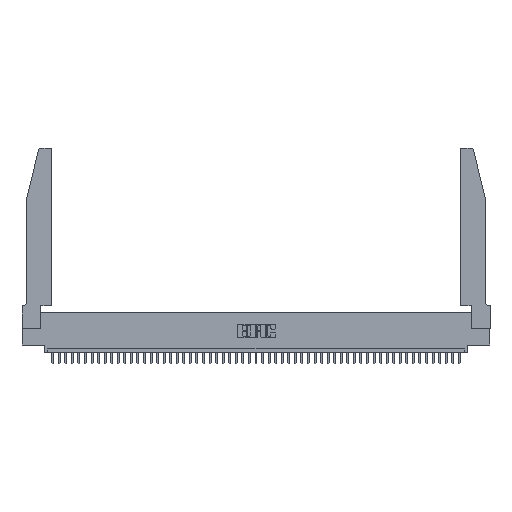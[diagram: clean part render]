
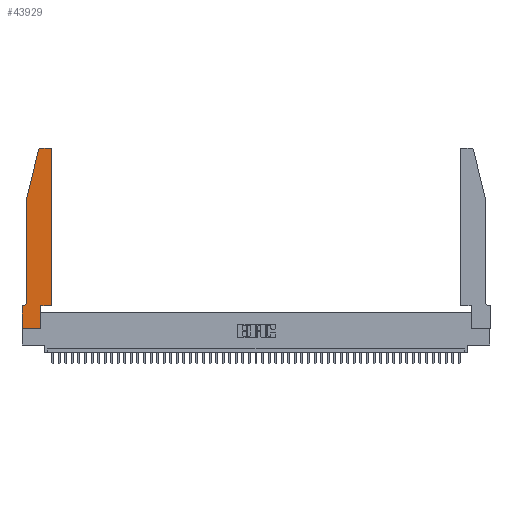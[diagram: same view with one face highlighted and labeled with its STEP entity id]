
A CAD part, top view. The second image highlights one B-rep face of the part: STEP entity #43929.
In plain terms, the highlighted planar face has unit normal (0, 0, 1).
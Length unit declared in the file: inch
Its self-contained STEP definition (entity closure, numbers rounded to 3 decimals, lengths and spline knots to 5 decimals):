
#336 = CIRCLE ( 'NONE', #42670, 0.07 ) ;
#456 = ORIENTED_EDGE ( 'NONE', *, *, #15474, .T. ) ;
#1414 = CARTESIAN_POINT ( 'NONE',  ( 0., 0., 0.37 ) ) ;
#1484 = DIRECTION ( 'NONE',  ( 0., 1., 0. ) ) ;
#1578 = ORIENTED_EDGE ( 'NONE', *, *, #9082, .T. ) ;
#2047 = EDGE_LOOP ( 'NONE', ( #31399, #19139, #38363, #4152, #13333, #6140, #47892, #14821, #456, #29240, #34477, #1578 ) ) ;
#2080 = CARTESIAN_POINT ( 'NONE',  ( 0.0755, 2., 0.37 ) ) ;
#2347 = VERTEX_POINT ( 'NONE', #26219 ) ;
#2773 = CARTESIAN_POINT ( 'NONE',  ( 0., 0.35, 0.37 ) ) ;
#2987 = CARTESIAN_POINT ( 'NONE',  ( 0.284, 2.72, 0.37 ) ) ;
#3410 = VECTOR ( 'NONE', #36351, 39.37008 ) ;
#4025 = VERTEX_POINT ( 'NONE', #44639 ) ;
#4111 = DIRECTION ( 'NONE',  ( 0., -1., 0. ) ) ;
#4152 = ORIENTED_EDGE ( 'NONE', *, *, #31473, .T. ) ;
#4764 = VECTOR ( 'NONE', #4111, 39.37008 ) ;
#5850 = AXIS2_PLACEMENT_3D ( 'NONE', #2987, #29789, #33778 ) ;
#6023 = CARTESIAN_POINT ( 'NONE',  ( 0., 0., 0.37 ) ) ;
#6140 = ORIENTED_EDGE ( 'NONE', *, *, #36508, .T. ) ;
#6837 = VECTOR ( 'NONE', #36452, 39.37008 ) ;
#6914 = CARTESIAN_POINT ( 'NONE',  ( 0.0755, 2., 0.37 ) ) ;
#7021 = DIRECTION ( 'NONE',  ( 0., 0., -1. ) ) ;
#7031 = DIRECTION ( 'NONE',  ( 1., 0., 0. ) ) ;
#7553 = VERTEX_POINT ( 'NONE', #2773 ) ;
#7580 = EDGE_CURVE ( 'NONE', #48839, #35259, #44536, .T. ) ;
#7676 = DIRECTION ( 'NONE',  ( 0., 0., 1. ) ) ;
#8955 = LINE ( 'NONE', #46433, #4764 ) ;
#9082 = EDGE_CURVE ( 'NONE', #35259, #4025, #32944, .T. ) ;
#9933 = DIRECTION ( 'NONE',  ( 0., 0., 1. ) ) ;
#11853 = CARTESIAN_POINT ( 'NONE',  ( 0.2865, 0.35, 0.37 ) ) ;
#12877 = VERTEX_POINT ( 'NONE', #20712 ) ;
#13333 = ORIENTED_EDGE ( 'NONE', *, *, #18064, .T. ) ;
#13570 = LINE ( 'NONE', #6023, #3410 ) ;
#13904 = VECTOR ( 'NONE', #40626, 39.37008 ) ;
#14740 = PLANE ( 'NONE',  #36608 ) ;
#14821 = ORIENTED_EDGE ( 'NONE', *, *, #43731, .T. ) ;
#15442 = DIRECTION ( 'NONE',  ( -1., 0., 0. ) ) ;
#15474 = EDGE_CURVE ( 'NONE', #2347, #33590, #32593, .T. ) ;
#16258 = CARTESIAN_POINT ( 'NONE',  ( 0.0755, 2., 0.37 ) ) ;
#16293 = VERTEX_POINT ( 'NONE', #20314 ) ;
#18005 = DIRECTION ( 'NONE',  ( 0., -1., 0. ) ) ;
#18018 = CARTESIAN_POINT ( 'NONE',  ( 0.0055, 0.35, 0.37 ) ) ;
#18064 = EDGE_CURVE ( 'NONE', #45079, #46139, #336, .T. ) ;
#19139 = ORIENTED_EDGE ( 'NONE', *, *, #46531, .T. ) ;
#20089 = FACE_OUTER_BOUND ( 'NONE', #2047, .T. ) ;
#20314 = CARTESIAN_POINT ( 'NONE',  ( 0.284, 2.75, 0.37 ) ) ;
#20712 = CARTESIAN_POINT ( 'NONE',  ( 0.25487, 2.72718, 0.37 ) ) ;
#20995 = EDGE_CURVE ( 'NONE', #33590, #48839, #46803, .T. ) ;
#23393 = CARTESIAN_POINT ( 'NONE',  ( 0.0755, 0.35, 0.37 ) ) ;
#24533 = EDGE_CURVE ( 'NONE', #4025, #16293, #43241, .T. ) ;
#24973 = CARTESIAN_POINT ( 'NONE',  ( 0.0755, 0.42, 0.37 ) ) ;
#25823 = EDGE_CURVE ( 'NONE', #12877, #33675, #42497, .T. ) ;
#26219 = CARTESIAN_POINT ( 'NONE',  ( 0.2865, 0., 0.37 ) ) ;
#26586 = CARTESIAN_POINT ( 'NONE',  ( 0., 0.35, 0.37 ) ) ;
#27340 = CARTESIAN_POINT ( 'NONE',  ( 0.2865, 0.35, 0.37 ) ) ;
#28091 = VECTOR ( 'NONE', #48450, 39.37008 ) ;
#28301 = AXIS2_PLACEMENT_3D ( 'NONE', #28976, #9933, #36874 ) ;
#28510 = CARTESIAN_POINT ( 'NONE',  ( 0.4505, 0.35, 0.37 ) ) ;
#28976 = CARTESIAN_POINT ( 'NONE',  ( 0.4205, 2.72, 0.37 ) ) ;
#29240 = ORIENTED_EDGE ( 'NONE', *, *, #20995, .T. ) ;
#29789 = DIRECTION ( 'NONE',  ( 0., 0., 1. ) ) ;
#30400 = CARTESIAN_POINT ( 'NONE',  ( 0.2605, 2.75, 0.37 ) ) ;
#31399 = ORIENTED_EDGE ( 'NONE', *, *, #24533, .T. ) ;
#31473 = EDGE_CURVE ( 'NONE', #33675, #45079, #48327, .T. ) ;
#31494 = CARTESIAN_POINT ( 'NONE',  ( 0.4505, 0.35, 0.37 ) ) ;
#32458 = VECTOR ( 'NONE', #46564, 39.37008 ) ;
#32593 = LINE ( 'NONE', #11853, #6837 ) ;
#32944 = CIRCLE ( 'NONE', #28301, 0.03 ) ;
#33590 = VERTEX_POINT ( 'NONE', #27340 ) ;
#33675 = VERTEX_POINT ( 'NONE', #16258 ) ;
#33778 = DIRECTION ( 'NONE',  ( 1., 0., 0. ) ) ;
#34335 = VECTOR ( 'NONE', #1484, 39.37008 ) ;
#34477 = ORIENTED_EDGE ( 'NONE', *, *, #7580, .T. ) ;
#34791 = VECTOR ( 'NONE', #15442, 39.37008 ) ;
#35115 = VECTOR ( 'NONE', #18005, 39.37008 ) ;
#35259 = VERTEX_POINT ( 'NONE', #49542 ) ;
#35881 = EDGE_CURVE ( 'NONE', #7553, #45983, #8955, .T. ) ;
#36351 = DIRECTION ( 'NONE',  ( 1., 0., 0. ) ) ;
#36452 = DIRECTION ( 'NONE',  ( 0., 1., 0. ) ) ;
#36508 = EDGE_CURVE ( 'NONE', #46139, #7553, #47371, .T. ) ;
#36608 = AXIS2_PLACEMENT_3D ( 'NONE', #26586, #7676, #7031 ) ;
#36874 = DIRECTION ( 'NONE',  ( 1., 0., 0. ) ) ;
#38363 = ORIENTED_EDGE ( 'NONE', *, *, #25823, .T. ) ;
#40542 = CARTESIAN_POINT ( 'NONE',  ( 0.0055, 0.42, 0.37 ) ) ;
#40626 = DIRECTION ( 'NONE',  ( 1., 0., 0. ) ) ;
#41447 = CIRCLE ( 'NONE', #5850, 0.03 ) ;
#42497 = LINE ( 'NONE', #6914, #28091 ) ;
#42670 = AXIS2_PLACEMENT_3D ( 'NONE', #40542, #7021, #45955 ) ;
#43241 = LINE ( 'NONE', #30400, #32458 ) ;
#43731 = EDGE_CURVE ( 'NONE', #45983, #2347, #13570, .T. ) ;
#43929 = ADVANCED_FACE ( 'NONE', ( #20089 ), #14740, .T. ) ;
#44536 = LINE ( 'NONE', #31494, #34335 ) ;
#44639 = CARTESIAN_POINT ( 'NONE',  ( 0.4205, 2.75, 0.37 ) ) ;
#45079 = VERTEX_POINT ( 'NONE', #24973 ) ;
#45955 = DIRECTION ( 'NONE',  ( -1., 0., 0. ) ) ;
#45983 = VERTEX_POINT ( 'NONE', #1414 ) ;
#46139 = VERTEX_POINT ( 'NONE', #18018 ) ;
#46433 = CARTESIAN_POINT ( 'NONE',  ( 0., 0., 0.37 ) ) ;
#46531 = EDGE_CURVE ( 'NONE', #16293, #12877, #41447, .T. ) ;
#46564 = DIRECTION ( 'NONE',  ( -1., 0., 0. ) ) ;
#46803 = LINE ( 'NONE', #48123, #13904 ) ;
#47371 = LINE ( 'NONE', #23393, #34791 ) ;
#47892 = ORIENTED_EDGE ( 'NONE', *, *, #35881, .T. ) ;
#48123 = CARTESIAN_POINT ( 'NONE',  ( 0.4505, 0.35, 0.37 ) ) ;
#48327 = LINE ( 'NONE', #2080, #35115 ) ;
#48450 = DIRECTION ( 'NONE',  ( -0.239, -0.971, 0. ) ) ;
#48839 = VERTEX_POINT ( 'NONE', #28510 ) ;
#49542 = CARTESIAN_POINT ( 'NONE',  ( 0.4505, 2.72, 0.37 ) ) ;
